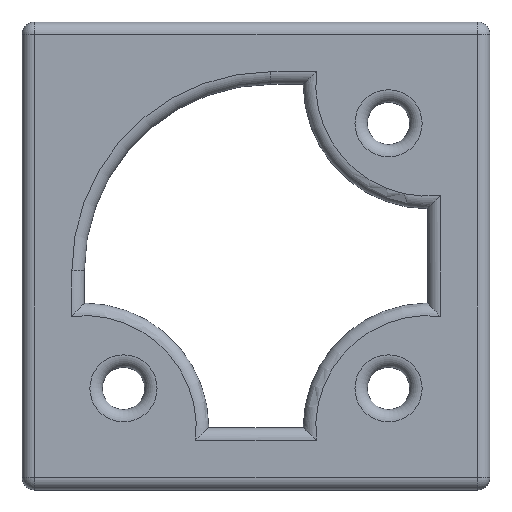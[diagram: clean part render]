
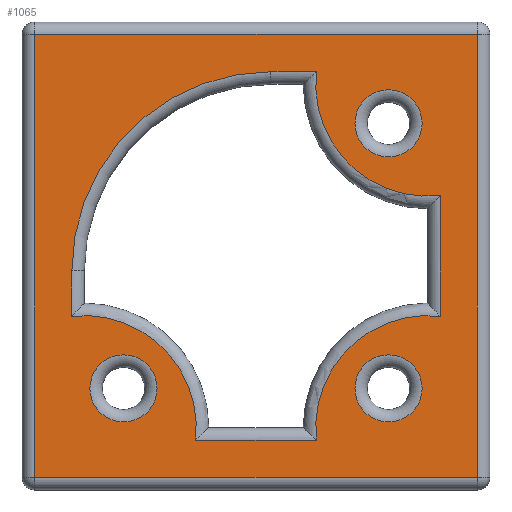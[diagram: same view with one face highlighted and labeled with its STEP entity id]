
A CAD part, top view. The second image highlights one B-rep face of the part: STEP entity #1065.
In plain terms, the highlighted planar face has unit normal (0, 0, 1).
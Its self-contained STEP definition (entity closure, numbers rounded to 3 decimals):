
#44=LINE('',#1786,#98);
#45=LINE('',#1788,#99);
#46=LINE('',#1790,#100);
#47=LINE('',#1791,#101);
#48=LINE('',#1798,#102);
#49=LINE('',#1802,#103);
#50=LINE('',#1806,#104);
#51=LINE('',#1809,#105);
#98=VECTOR('',#1421,10.);
#99=VECTOR('',#1422,10.);
#100=VECTOR('',#1423,10.);
#101=VECTOR('',#1424,10.);
#102=VECTOR('',#1429,10.);
#103=VECTOR('',#1432,10.);
#104=VECTOR('',#1435,10.);
#105=VECTOR('',#1438,10.);
#179=FACE_BOUND('',#288,.T.);
#180=FACE_BOUND('',#289,.T.);
#181=FACE_BOUND('',#290,.T.);
#182=FACE_BOUND('',#291,.T.);
#187=PLANE('',#1194);
#213=FACE_OUTER_BOUND('',#287,.T.);
#287=EDGE_LOOP('',(#774,#775,#776,#777));
#288=EDGE_LOOP('',(#778));
#289=EDGE_LOOP('',(#779,#780,#781,#782,#783,#784,#785,#786));
#290=EDGE_LOOP('',(#787));
#291=EDGE_LOOP('',(#788));
#380=CIRCLE('',#1192,2.7);
#382=CIRCLE('',#1195,2.7);
#383=CIRCLE('',#1196,16.);
#384=CIRCLE('',#1197,9.);
#385=CIRCLE('',#1198,9.);
#386=CIRCLE('',#1199,9.);
#387=CIRCLE('',#1200,2.7);
#469=VERTEX_POINT('',#1780);
#470=VERTEX_POINT('',#1784);
#471=VERTEX_POINT('',#1785);
#472=VERTEX_POINT('',#1787);
#473=VERTEX_POINT('',#1789);
#474=VERTEX_POINT('',#1792);
#475=VERTEX_POINT('',#1794);
#476=VERTEX_POINT('',#1795);
#477=VERTEX_POINT('',#1797);
#478=VERTEX_POINT('',#1799);
#479=VERTEX_POINT('',#1801);
#480=VERTEX_POINT('',#1803);
#481=VERTEX_POINT('',#1805);
#482=VERTEX_POINT('',#1807);
#483=VERTEX_POINT('',#1810);
#576=EDGE_CURVE('',#469,#469,#380,.T.);
#578=EDGE_CURVE('',#470,#471,#44,.T.);
#579=EDGE_CURVE('',#472,#470,#45,.T.);
#580=EDGE_CURVE('',#473,#472,#46,.T.);
#581=EDGE_CURVE('',#471,#473,#47,.T.);
#582=EDGE_CURVE('',#474,#474,#382,.T.);
#583=EDGE_CURVE('',#475,#476,#383,.T.);
#584=EDGE_CURVE('',#477,#475,#48,.T.);
#585=EDGE_CURVE('',#478,#477,#384,.T.);
#586=EDGE_CURVE('',#479,#478,#49,.T.);
#587=EDGE_CURVE('',#480,#479,#385,.T.);
#588=EDGE_CURVE('',#481,#480,#50,.T.);
#589=EDGE_CURVE('',#482,#481,#386,.T.);
#590=EDGE_CURVE('',#476,#482,#51,.T.);
#591=EDGE_CURVE('',#483,#483,#387,.T.);
#774=ORIENTED_EDGE('',*,*,#578,.F.);
#775=ORIENTED_EDGE('',*,*,#579,.F.);
#776=ORIENTED_EDGE('',*,*,#580,.F.);
#777=ORIENTED_EDGE('',*,*,#581,.F.);
#778=ORIENTED_EDGE('',*,*,#582,.F.);
#779=ORIENTED_EDGE('',*,*,#583,.F.);
#780=ORIENTED_EDGE('',*,*,#584,.F.);
#781=ORIENTED_EDGE('',*,*,#585,.F.);
#782=ORIENTED_EDGE('',*,*,#586,.F.);
#783=ORIENTED_EDGE('',*,*,#587,.F.);
#784=ORIENTED_EDGE('',*,*,#588,.F.);
#785=ORIENTED_EDGE('',*,*,#589,.F.);
#786=ORIENTED_EDGE('',*,*,#590,.F.);
#787=ORIENTED_EDGE('',*,*,#591,.F.);
#788=ORIENTED_EDGE('',*,*,#576,.F.);
#1065=ADVANCED_FACE('',(#213,#179,#180,#181,#182),#187,.F.);
#1192=AXIS2_PLACEMENT_3D('',#1781,#1415,#1416);
#1194=AXIS2_PLACEMENT_3D('',#1783,#1419,#1420);
#1195=AXIS2_PLACEMENT_3D('',#1793,#1425,#1426);
#1196=AXIS2_PLACEMENT_3D('',#1796,#1427,#1428);
#1197=AXIS2_PLACEMENT_3D('',#1800,#1430,#1431);
#1198=AXIS2_PLACEMENT_3D('',#1804,#1433,#1434);
#1199=AXIS2_PLACEMENT_3D('',#1808,#1436,#1437);
#1200=AXIS2_PLACEMENT_3D('',#1811,#1439,#1440);
#1415=DIRECTION('center_axis',(0.,0.,1.));
#1416=DIRECTION('ref_axis',(-1.,0.,0.));
#1419=DIRECTION('center_axis',(0.,0.,-1.));
#1420=DIRECTION('ref_axis',(-1.,0.,0.));
#1421=DIRECTION('',(1.,0.,0.));
#1422=DIRECTION('',(0.,1.,0.));
#1423=DIRECTION('',(-1.,0.,0.));
#1424=DIRECTION('',(0.,-1.,0.));
#1425=DIRECTION('center_axis',(0.,0.,1.));
#1426=DIRECTION('ref_axis',(0.,-1.,0.));
#1427=DIRECTION('center_axis',(0.,0.,1.));
#1428=DIRECTION('ref_axis',(-0.707,0.707,0.));
#1429=DIRECTION('',(-1.,0.,0.));
#1430=DIRECTION('center_axis',(0.,0.,-1.));
#1431=DIRECTION('ref_axis',(-0.707,-0.707,0.));
#1432=DIRECTION('',(0.,1.,0.));
#1433=DIRECTION('center_axis',(0.,0.,-1.));
#1434=DIRECTION('ref_axis',(-0.707,0.707,0.));
#1435=DIRECTION('',(1.,0.,0.));
#1436=DIRECTION('center_axis',(0.,0.,-1.));
#1437=DIRECTION('ref_axis',(0.707,0.707,0.));
#1438=DIRECTION('',(0.,-1.,0.));
#1439=DIRECTION('center_axis',(0.,0.,1.));
#1440=DIRECTION('ref_axis',(1.,0.,0.));
#1780=CARTESIAN_POINT('',(-7.95,-10.65,-11.1));
#1781=CARTESIAN_POINT('Origin',(-10.65,-10.65,-11.1));
#1783=CARTESIAN_POINT('Origin',(0.,0.,
-11.1));
#1784=CARTESIAN_POINT('',(-17.8,17.8,-11.1));
#1785=CARTESIAN_POINT('',(17.8,17.8,-11.1));
#1786=CARTESIAN_POINT('',(-9.4,17.8,-11.1));
#1787=CARTESIAN_POINT('',(-17.8,-17.8,-11.1));
#1788=CARTESIAN_POINT('',(-17.8,-9.4,-11.1));
#1789=CARTESIAN_POINT('',(17.8,-17.8,-11.1));
#1790=CARTESIAN_POINT('',(9.4,-17.8,-11.1));
#1791=CARTESIAN_POINT('',(17.8,9.4,-11.1));
#1792=CARTESIAN_POINT('',(13.35,-10.65,-11.1));
#1793=CARTESIAN_POINT('Origin',(10.65,-10.65,-11.1));
#1794=CARTESIAN_POINT('',(1.2,14.8,-11.1));
#1795=CARTESIAN_POINT('',(-14.8,-1.2,-11.1));
#1796=CARTESIAN_POINT('Origin',(1.2,-1.2,-11.1));
#1797=CARTESIAN_POINT('',(4.856,14.8,-11.1));
#1798=CARTESIAN_POINT('',(6.9,14.8,-11.1));
#1799=CARTESIAN_POINT('',(14.8,4.856,-11.1));
#1800=CARTESIAN_POINT('Origin',(13.8,13.8,-11.1));
#1801=CARTESIAN_POINT('',(14.8,-4.856,-11.1));
#1802=CARTESIAN_POINT('',(14.8,-6.9,-11.1));
#1803=CARTESIAN_POINT('',(4.856,-14.8,-11.1));
#1804=CARTESIAN_POINT('Origin',(13.8,-13.8,-11.1));
#1805=CARTESIAN_POINT('',(-4.856,-14.8,-11.1));
#1806=CARTESIAN_POINT('',(-6.9,-14.8,-11.1));
#1807=CARTESIAN_POINT('',(-14.8,-4.856,-11.1));
#1808=CARTESIAN_POINT('Origin',(-13.8,-13.8,-11.1));
#1809=CARTESIAN_POINT('',(-14.8,6.9,-11.1));
#1810=CARTESIAN_POINT('',(13.35,10.65,-11.1));
#1811=CARTESIAN_POINT('Origin',(10.65,10.65,-11.1));
